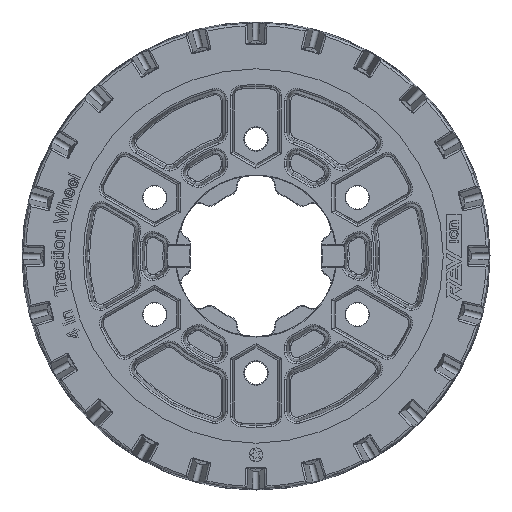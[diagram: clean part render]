
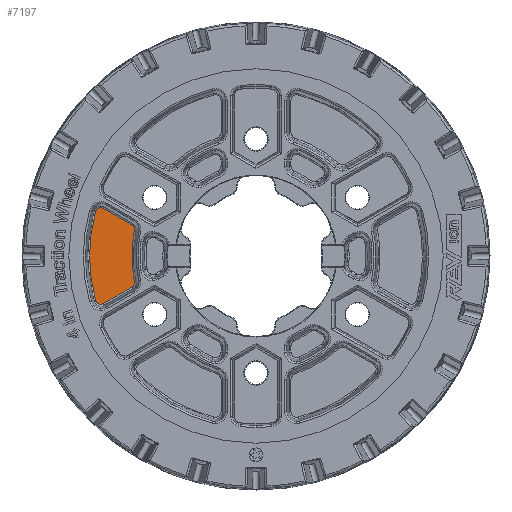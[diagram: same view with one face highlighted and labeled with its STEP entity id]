
A CAD part, left-side view. The second image highlights one B-rep face of the part: STEP entity #7197.
In plain terms, the highlighted planar face has unit normal (-1, 0, 0).
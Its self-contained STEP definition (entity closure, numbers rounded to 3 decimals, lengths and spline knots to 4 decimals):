
#2683 = ORIENTED_EDGE ( 'NONE', *, *, #29415, .T. ) ;
#6337 = DIRECTION ( 'NONE',  ( 0., 0.866, 0.5 ) ) ;
#7197 = ADVANCED_FACE ( 'NONE', ( #21387 ), #121115, .T. ) ;
#9213 = DIRECTION ( 'NONE',  ( -1., 0., 0. ) ) ;
#16395 = AXIS2_PLACEMENT_3D ( 'NONE', #70279, #9213, #124913 ) ;
#20825 = DIRECTION ( 'NONE',  ( -1., 0., 0. ) ) ;
#21317 = EDGE_CURVE ( 'NONE', #181545, #155623, #168373, .T. ) ;
#21387 = FACE_OUTER_BOUND ( 'NONE', #140497, .T. ) ;
#21761 = DIRECTION ( 'NONE',  ( 0., 0., 1. ) ) ;
#22045 = VERTEX_POINT ( 'NONE', #173628 ) ;
#23809 = AXIS2_PLACEMENT_3D ( 'NONE', #165296, #79655, #137017 ) ;
#25554 = EDGE_CURVE ( 'NONE', #149534, #72175, #176370, .T. ) ;
#26422 = DIRECTION ( 'NONE',  ( -1., 0., 0. ) ) ;
#27051 = CARTESIAN_POINT ( 'NONE',  ( -0.0625, 0.1494, 0.2588 ) ) ;
#29415 = EDGE_CURVE ( 'NONE', #127404, #166959, #99405, .T. ) ;
#29821 = CIRCLE ( 'NONE', #23809, 0.0474 ) ;
#31849 = EDGE_CURVE ( 'NONE', #124389, #22045, #155944, .T. ) ;
#33178 = CARTESIAN_POINT ( 'NONE',  ( -0.0625, 0., 0. ) ) ;
#35610 = CARTESIAN_POINT ( 'NONE',  ( -0.0625, 1.0622, 0.2682 ) ) ;
#39363 = DIRECTION ( 'NONE',  ( 0., -0.866, 0.5 ) ) ;
#42046 = CARTESIAN_POINT ( 'NONE',  ( -0.0625, 1.0859, 0.2271 ) ) ;
#47353 = CARTESIAN_POINT ( 'NONE',  ( -0.0625, 1.3018, -0.4065 ) ) ;
#50947 = AXIS2_PLACEMENT_3D ( 'NONE', #149738, #20825, #21761 ) ;
#50992 = EDGE_CURVE ( 'NONE', #166959, #181545, #119241, .T. ) ;
#56354 = AXIS2_PLACEMENT_3D ( 'NONE', #178545, #105117, #162563 ) ;
#57869 = ORIENTED_EDGE ( 'NONE', *, *, #163396, .T. ) ;
#59039 = DIRECTION ( 'NONE',  ( 0., 0., 1. ) ) ;
#59114 = CARTESIAN_POINT ( 'NONE',  ( -0.0625, 1.0395, -0.2174 ) ) ;
#61817 = DIRECTION ( 'NONE',  ( -1., 0., 0. ) ) ;
#65981 = CIRCLE ( 'NONE', #50947, 0.0474 ) ;
#66049 = ORIENTED_EDGE ( 'NONE', *, *, #25554, .T. ) ;
#70279 = CARTESIAN_POINT ( 'NONE',  ( -0.0625, 1.0859, -0.2271 ) ) ;
#72175 = VERTEX_POINT ( 'NONE', #163670 ) ;
#76664 = CARTESIAN_POINT ( 'NONE',  ( -0.0625, 1.3018, 0.4065 ) ) ;
#79655 = DIRECTION ( 'NONE',  ( -1., 0., 0. ) ) ;
#90544 = DIRECTION ( 'NONE',  ( 0., 0., 1. ) ) ;
#92373 = ORIENTED_EDGE ( 'NONE', *, *, #21317, .T. ) ;
#93240 = AXIS2_PLACEMENT_3D ( 'NONE', #155317, #26422, #141186 ) ;
#93399 = AXIS2_PLACEMENT_3D ( 'NONE', #42046, #99418, #98498 ) ;
#94106 = AXIS2_PLACEMENT_3D ( 'NONE', #33178, #129173, #90544 ) ;
#98498 = DIRECTION ( 'NONE',  ( 0., 0., 1. ) ) ;
#99405 = CIRCLE ( 'NONE', #93399, 0.0474 ) ;
#99418 = DIRECTION ( 'NONE',  ( -1., 0., 0. ) ) ;
#102294 = CARTESIAN_POINT ( 'NONE',  ( -0.0625, 0., 0. ) ) ;
#102834 = ORIENTED_EDGE ( 'NONE', *, *, #50992, .T. ) ;
#105117 = DIRECTION ( 'NONE',  ( -1., 0., 0. ) ) ;
#107800 = VERTEX_POINT ( 'NONE', #59114 ) ;
#108566 = EDGE_CURVE ( 'NONE', #22045, #107800, #181676, .T. ) ;
#118527 = EDGE_CURVE ( 'NONE', #72175, #124389, #65981, .T. ) ;
#119241 = LINE ( 'NONE', #136153, #166637 ) ;
#119924 = CARTESIAN_POINT ( 'NONE',  ( -0.0625, 1.0395, 0.2174 ) ) ;
#121115 = PLANE ( 'NONE',  #56354 ) ;
#124389 = VERTEX_POINT ( 'NONE', #47353 ) ;
#124913 = DIRECTION ( 'NONE',  ( 0., 0., 1. ) ) ;
#127404 = VERTEX_POINT ( 'NONE', #119924 ) ;
#128249 = AXIS2_PLACEMENT_3D ( 'NONE', #102294, #61817, #59039 ) ;
#129173 = DIRECTION ( 'NONE',  ( 1., 0., 0. ) ) ;
#136153 = CARTESIAN_POINT ( 'NONE',  ( -0.0625, 0.1494, -0.2588 ) ) ;
#137017 = DIRECTION ( 'NONE',  ( 0., 0., 1. ) ) ;
#140497 = EDGE_LOOP ( 'NONE', ( #150938, #149858, #166720, #2683, #102834, #92373, #57869, #66049, #155276 ) ) ;
#141186 = DIRECTION ( 'NONE',  ( 0., 0., 1. ) ) ;
#149465 = EDGE_CURVE ( 'NONE', #107800, #127404, #175231, .T. ) ;
#149534 = VERTEX_POINT ( 'NONE', #166740 ) ;
#149738 = CARTESIAN_POINT ( 'NONE',  ( -0.0625, 1.3255, -0.3655 ) ) ;
#149858 = ORIENTED_EDGE ( 'NONE', *, *, #108566, .T. ) ;
#150938 = ORIENTED_EDGE ( 'NONE', *, *, #31849, .T. ) ;
#155276 = ORIENTED_EDGE ( 'NONE', *, *, #118527, .T. ) ;
#155317 = CARTESIAN_POINT ( 'NONE',  ( -0.0625, 1.3255, 0.3655 ) ) ;
#155623 = VERTEX_POINT ( 'NONE', #167532 ) ;
#155944 = LINE ( 'NONE', #27051, #179522 ) ;
#162563 = DIRECTION ( 'NONE',  ( 0., 0., 1. ) ) ;
#163396 = EDGE_CURVE ( 'NONE', #155623, #149534, #29821, .T. ) ;
#163670 = CARTESIAN_POINT ( 'NONE',  ( -0.0625, 1.3712, -0.3781 ) ) ;
#165296 = CARTESIAN_POINT ( 'NONE',  ( -0.0625, 1.3255, 0.3655 ) ) ;
#166637 = VECTOR ( 'NONE', #6337, 39.3701 ) ;
#166720 = ORIENTED_EDGE ( 'NONE', *, *, #149465, .T. ) ;
#166740 = CARTESIAN_POINT ( 'NONE',  ( -0.0625, 1.3712, 0.3781 ) ) ;
#166959 = VERTEX_POINT ( 'NONE', #35610 ) ;
#167532 = CARTESIAN_POINT ( 'NONE',  ( -0.0625, 1.3255, 0.4129 ) ) ;
#168373 = CIRCLE ( 'NONE', #93240, 0.0474 ) ;
#173628 = CARTESIAN_POINT ( 'NONE',  ( -0.0625, 1.0622, -0.2682 ) ) ;
#175231 = CIRCLE ( 'NONE', #94106, 1.062 ) ;
#176370 = CIRCLE ( 'NONE', #128249, 1.4224 ) ;
#178545 = CARTESIAN_POINT ( 'NONE',  ( -0.0625, 0., 0. ) ) ;
#179522 = VECTOR ( 'NONE', #39363, 39.3701 ) ;
#181545 = VERTEX_POINT ( 'NONE', #76664 ) ;
#181676 = CIRCLE ( 'NONE', #16395, 0.0474 ) ;
